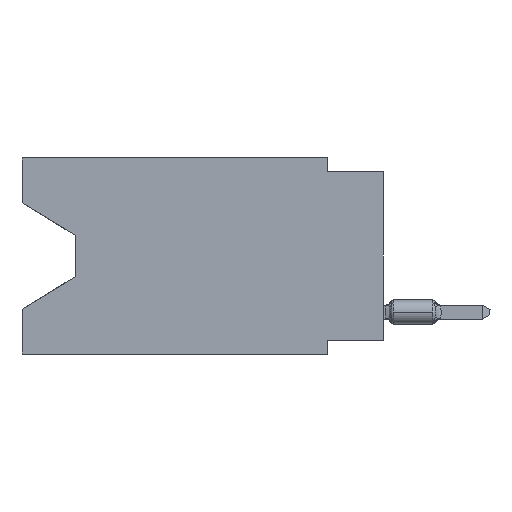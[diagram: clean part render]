
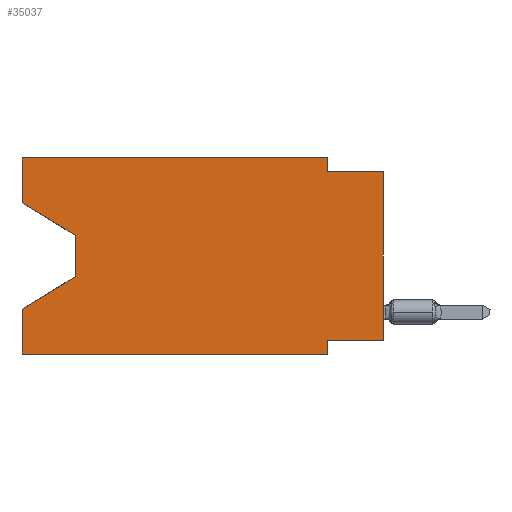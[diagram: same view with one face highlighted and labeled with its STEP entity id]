
A CAD part, left-side view. The second image highlights one B-rep face of the part: STEP entity #35037.
In plain terms, the highlighted planar face has unit normal (-1, 0, 0).
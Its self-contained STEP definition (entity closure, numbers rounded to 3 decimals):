
#479 = DIRECTION ( 'NONE',  ( 0., -1., 0. ) ) ;
#537 = VERTEX_POINT ( 'NONE', #26995 ) ;
#614 = VECTOR ( 'NONE', #21894, 1000. ) ;
#926 = VERTEX_POINT ( 'NONE', #35656 ) ;
#1134 = CARTESIAN_POINT ( 'NONE',  ( 0., 2.54, -8.89 ) ) ;
#1384 = VERTEX_POINT ( 'NONE', #26738 ) ;
#2270 = DIRECTION ( 'NONE',  ( 0., -1., 0. ) ) ;
#2431 = VERTEX_POINT ( 'NONE', #8592 ) ;
#2906 = ORIENTED_EDGE ( 'NONE', *, *, #18962, .F. ) ;
#3087 = ORIENTED_EDGE ( 'NONE', *, *, #22474, .F. ) ;
#3187 = VECTOR ( 'NONE', #35722, 1000. ) ;
#4019 = EDGE_CURVE ( 'NONE', #2431, #24581, #27516, .T. ) ;
#5003 = CARTESIAN_POINT ( 'NONE',  ( 0., 16.383, -2.038 ) ) ;
#5938 = LINE ( 'NONE', #22957, #26042 ) ;
#6508 = ORIENTED_EDGE ( 'NONE', *, *, #10614, .T. ) ;
#6604 = DIRECTION ( 'NONE',  ( 0., 0., 1. ) ) ;
#7973 = VERTEX_POINT ( 'NONE', #30867 ) ;
#8304 = VECTOR ( 'NONE', #6604, 1000. ) ;
#8461 = ORIENTED_EDGE ( 'NONE', *, *, #30663, .F. ) ;
#8592 = CARTESIAN_POINT ( 'NONE',  ( 0., 0., -8.255 ) ) ;
#8609 = CARTESIAN_POINT ( 'NONE',  ( 0., 16.383, 0. ) ) ;
#8677 = LINE ( 'NONE', #5003, #9057 ) ;
#8788 = EDGE_LOOP ( 'NONE', ( #25492, #30730, #19449, #12942, #11978, #2906, #34775, #6508, #28199, #8461, #37338, #3087 ) ) ;
#8880 = EDGE_CURVE ( 'NONE', #21031, #37494, #10733, .T. ) ;
#9057 = VECTOR ( 'NONE', #37499, 1000. ) ;
#9133 = CARTESIAN_POINT ( 'NONE',  ( 0., 16.383, 0. ) ) ;
#10163 = CARTESIAN_POINT ( 'NONE',  ( 0., 16.383, -8.89 ) ) ;
#10614 = EDGE_CURVE ( 'NONE', #2431, #1384, #25577, .T. ) ;
#10693 = VECTOR ( 'NONE', #31458, 1000. ) ;
#10718 = AXIS2_PLACEMENT_3D ( 'NONE', #23761, #23187, #29171 ) ;
#10733 = LINE ( 'NONE', #34715, #22486 ) ;
#11402 = PLANE ( 'NONE',  #10718 ) ;
#11551 = CARTESIAN_POINT ( 'NONE',  ( 0., 16.383, -6.852 ) ) ;
#11978 = ORIENTED_EDGE ( 'NONE', *, *, #21138, .T. ) ;
#12316 = LINE ( 'NONE', #17749, #3187 ) ;
#12677 = DIRECTION ( 'NONE',  ( 0., -1., 0. ) ) ;
#12942 = ORIENTED_EDGE ( 'NONE', *, *, #24721, .F. ) ;
#13589 = EDGE_CURVE ( 'NONE', #17129, #537, #29293, .T. ) ;
#17014 = VECTOR ( 'NONE', #12677, 1000. ) ;
#17129 = VERTEX_POINT ( 'NONE', #30969 ) ;
#17646 = EDGE_CURVE ( 'NONE', #926, #23412, #8677, .T. ) ;
#17749 = CARTESIAN_POINT ( 'NONE',  ( 0., 13.97, -3.505 ) ) ;
#18962 = EDGE_CURVE ( 'NONE', #24581, #26498, #27232, .T. ) ;
#19449 = ORIENTED_EDGE ( 'NONE', *, *, #8880, .T. ) ;
#20281 = FACE_OUTER_BOUND ( 'NONE', #8788, .T. ) ;
#20996 = CARTESIAN_POINT ( 'NONE',  ( 0., 13.97, -5.385 ) ) ;
#21031 = VERTEX_POINT ( 'NONE', #20996 ) ;
#21138 = EDGE_CURVE ( 'NONE', #7973, #26498, #30093, .T. ) ;
#21894 = DIRECTION ( 'NONE',  ( 0., 1., 0. ) ) ;
#22474 = EDGE_CURVE ( 'NONE', #926, #17129, #34711, .T. ) ;
#22486 = VECTOR ( 'NONE', #34915, 1000. ) ;
#22521 = CARTESIAN_POINT ( 'NONE',  ( 0., 16.383, 0. ) ) ;
#22957 = CARTESIAN_POINT ( 'NONE',  ( 0., 0., -0.635 ) ) ;
#23062 = DIRECTION ( 'NONE',  ( 0., 0., 1. ) ) ;
#23187 = DIRECTION ( 'NONE',  ( 1., 0., 0. ) ) ;
#23232 = VECTOR ( 'NONE', #36128, 1000. ) ;
#23412 = VERTEX_POINT ( 'NONE', #37890 ) ;
#23761 = CARTESIAN_POINT ( 'NONE',  ( 0., 16.383, 0. ) ) ;
#24328 = CARTESIAN_POINT ( 'NONE',  ( 0., 2.54, -8.89 ) ) ;
#24581 = VERTEX_POINT ( 'NONE', #37172 ) ;
#24721 = EDGE_CURVE ( 'NONE', #7973, #37494, #33097, .T. ) ;
#25017 = EDGE_CURVE ( 'NONE', #35681, #1384, #5938, .T. ) ;
#25121 = VECTOR ( 'NONE', #34906, 1000. ) ;
#25492 = ORIENTED_EDGE ( 'NONE', *, *, #17646, .T. ) ;
#25577 = LINE ( 'NONE', #34483, #30067 ) ;
#26042 = VECTOR ( 'NONE', #2270, 1000. ) ;
#26498 = VERTEX_POINT ( 'NONE', #1134 ) ;
#26738 = CARTESIAN_POINT ( 'NONE',  ( 0., 0., -0.635 ) ) ;
#26995 = CARTESIAN_POINT ( 'NONE',  ( 0., 2.54, 0. ) ) ;
#27232 = LINE ( 'NONE', #24328, #23232 ) ;
#27516 = LINE ( 'NONE', #36969, #614 ) ;
#27855 = EDGE_CURVE ( 'NONE', #23412, #21031, #12316, .T. ) ;
#28199 = ORIENTED_EDGE ( 'NONE', *, *, #25017, .F. ) ;
#28748 = LINE ( 'NONE', #29855, #10693 ) ;
#29171 = DIRECTION ( 'NONE',  ( 0., 0., -1. ) ) ;
#29293 = LINE ( 'NONE', #8609, #34474 ) ;
#29855 = CARTESIAN_POINT ( 'NONE',  ( 0., 2.54, 0. ) ) ;
#30067 = VECTOR ( 'NONE', #23062, 1000. ) ;
#30093 = LINE ( 'NONE', #10163, #17014 ) ;
#30663 = EDGE_CURVE ( 'NONE', #537, #35681, #28748, .T. ) ;
#30730 = ORIENTED_EDGE ( 'NONE', *, *, #27855, .T. ) ;
#30867 = CARTESIAN_POINT ( 'NONE',  ( 0., 16.383, -8.89 ) ) ;
#30969 = CARTESIAN_POINT ( 'NONE',  ( 0., 16.383, 0. ) ) ;
#31458 = DIRECTION ( 'NONE',  ( 0., 0., -1. ) ) ;
#33097 = LINE ( 'NONE', #9133, #8304 ) ;
#34474 = VECTOR ( 'NONE', #479, 1000. ) ;
#34483 = CARTESIAN_POINT ( 'NONE',  ( 0., 0., 0. ) ) ;
#34711 = LINE ( 'NONE', #22521, #25121 ) ;
#34715 = CARTESIAN_POINT ( 'NONE',  ( 0., 13.97, -5.385 ) ) ;
#34775 = ORIENTED_EDGE ( 'NONE', *, *, #4019, .F. ) ;
#34885 = CARTESIAN_POINT ( 'NONE',  ( 0., 2.54, -0.635 ) ) ;
#34906 = DIRECTION ( 'NONE',  ( 0., 0., 1. ) ) ;
#34915 = DIRECTION ( 'NONE',  ( 0., 0.855, -0.519 ) ) ;
#35037 = ADVANCED_FACE ( 'NONE', ( #20281 ), #11402, .F. ) ;
#35656 = CARTESIAN_POINT ( 'NONE',  ( 0., 16.383, -2.038 ) ) ;
#35681 = VERTEX_POINT ( 'NONE', #34885 ) ;
#35722 = DIRECTION ( 'NONE',  ( 0., 0., -1. ) ) ;
#36128 = DIRECTION ( 'NONE',  ( 0., 0., -1. ) ) ;
#36969 = CARTESIAN_POINT ( 'NONE',  ( 0., 0., -8.255 ) ) ;
#37172 = CARTESIAN_POINT ( 'NONE',  ( 0., 2.54, -8.255 ) ) ;
#37338 = ORIENTED_EDGE ( 'NONE', *, *, #13589, .F. ) ;
#37494 = VERTEX_POINT ( 'NONE', #11551 ) ;
#37499 = DIRECTION ( 'NONE',  ( 0., -0.855, -0.519 ) ) ;
#37890 = CARTESIAN_POINT ( 'NONE',  ( 0., 13.97, -3.505 ) ) ;
